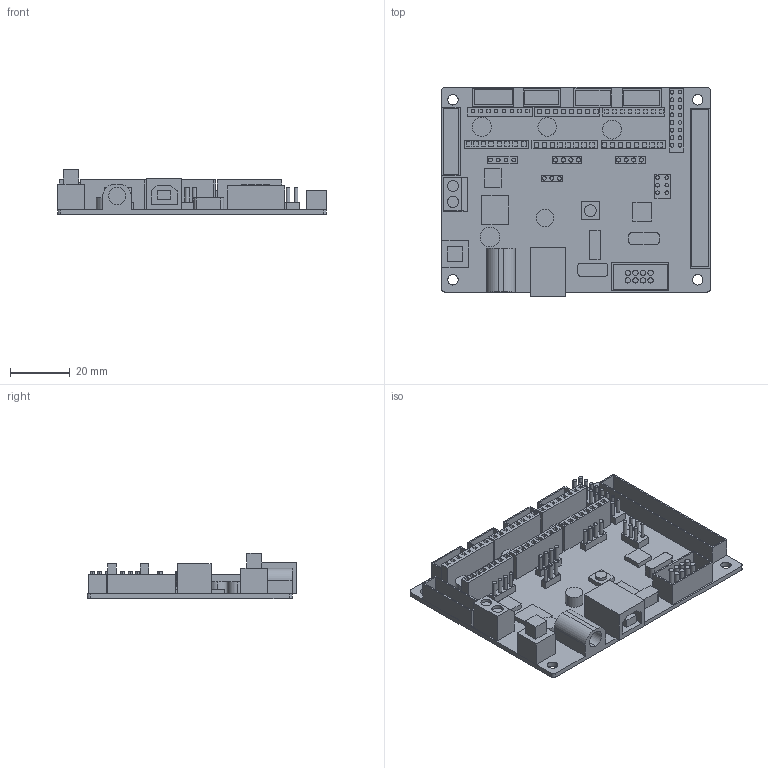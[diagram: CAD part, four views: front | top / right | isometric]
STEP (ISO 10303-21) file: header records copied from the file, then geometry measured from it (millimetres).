
FILE_DESCRIPTION (( 'STEP AP214' ), '1' );
FILE_NAME ('keyestudiocnc.STEP', '2020-12-31T17:39:37', ( '' ), ( '' ), 'SwSTEP 2.0', 'SolidWorks 2019', '' );
FILE_SCHEMA (( 'AUTOMOTIVE_DESIGN' ));
Length unit declared in the file: millimetre
Products named in the file (1): keyestudiocnc
Bounding box: 89.84 x 69.99 x 15.1 mm (x, y, z)
Volume: 20634.9 mm3; surface area: 28071.7 mm2
Topology: 1 solids, 1 shells, 637 faces, 1483 edges, 988 vertices
Faces by surface type: plane 507, cylinder 130
Entity records: 23177 total; most frequent: CARTESIAN_POINT 3109, DIRECTION 3019, ORIENTED_EDGE 2966, EDGE_CURVE 1483, VECTOR 1223, LINE 1223, VERTEX_POINT 988, AXIS2_PLACEMENT_3D 898
